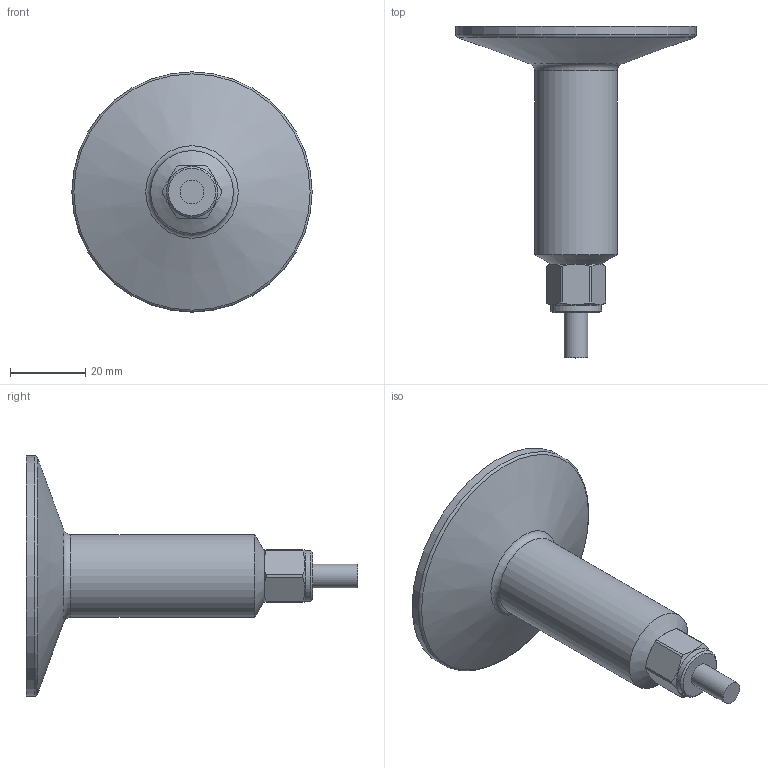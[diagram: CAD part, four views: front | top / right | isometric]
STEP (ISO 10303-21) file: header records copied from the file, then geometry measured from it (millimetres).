
FILE_DESCRIPTION( ( 'Unknown' ), '1' );
FILE_NAME( 'PBMH_xxxxxxxx5354xxx.stp', 'Unknown', ( 'Unknown' ), ( 'Unknown' ), 'PSStep 14.0', 'Unknown', ' ' );
FILE_SCHEMA( ( 'AUTOMOTIVE_DESIGN { 1 0 10303 214 1 1 1 1 }' ) );
Length unit declared in the file: millimetre
Products named in the file (1): 11090736
Bounding box: 64 x 88.4 x 64 mm (x, y, z)
Volume: 42843.7 mm3; surface area: 11801.1 mm2
Topology: 1 solids, 1 shells, 38 faces, 87 edges, 54 vertices
Faces by surface type: cone 12, plane 11, cylinder 10, torus 5
Full cylindrical faces by diameter (mm): 6.3 x1, 13.6 x1, 22 x1, 64 x1
Entity records: 1340 total; most frequent: CARTESIAN_POINT 267, DIRECTION 162, ORIENTED_EDGE 132, AXIS2_PLACEMENT_3D 75, EDGE_CURVE 66, EDGE_LOOP 56, VERTEX_POINT 48, FACE_OUTER_BOUND 47
